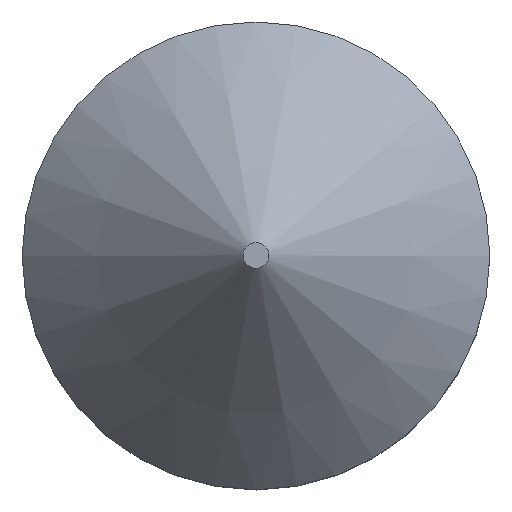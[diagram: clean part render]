
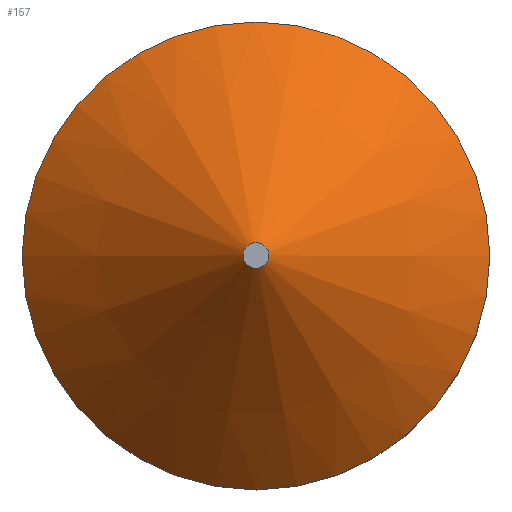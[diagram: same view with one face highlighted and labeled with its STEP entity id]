
A CAD part, top view. The second image highlights one B-rep face of the part: STEP entity #157.
In plain terms, the highlighted conical face has half-angle 45 degrees and reference radius 0.335 mm.
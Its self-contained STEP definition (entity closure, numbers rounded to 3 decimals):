
#15=CONICAL_SURFACE('',#195,0.335,0.785);
#29=LINE('',#296,#35);
#35=VECTOR('',#249,0.335);
#49=FACE_OUTER_BOUND('',#62,.T.);
#62=EDGE_LOOP('',(#138,#139,#140,#141));
#75=CIRCLE('',#192,0.635);
#77=CIRCLE('',#196,0.035);
#87=VERTEX_POINT('',#287);
#89=VERTEX_POINT('',#294);
#103=EDGE_CURVE('',#87,#87,#75,.T.);
#106=EDGE_CURVE('',#89,#89,#77,.T.);
#107=EDGE_CURVE('',#89,#87,#29,.T.);
#138=ORIENTED_EDGE('',*,*,#106,.T.);
#139=ORIENTED_EDGE('',*,*,#107,.T.);
#140=ORIENTED_EDGE('',*,*,#103,.T.);
#141=ORIENTED_EDGE('',*,*,#107,.F.);
#157=ADVANCED_FACE('',(#49),#15,.T.);
#192=AXIS2_PLACEMENT_3D('',#288,#238,#239);
#195=AXIS2_PLACEMENT_3D('',#293,#245,#246);
#196=AXIS2_PLACEMENT_3D('',#295,#247,#248);
#238=DIRECTION('center_axis',(0.,0.,1.));
#239=DIRECTION('ref_axis',(1.,0.,0.));
#245=DIRECTION('center_axis',(0.,0.,-1.));
#246=DIRECTION('ref_axis',(1.,0.,0.));
#247=DIRECTION('center_axis',(0.,0.,-1.));
#248=DIRECTION('ref_axis',(1.,0.,0.));
#249=DIRECTION('',(-0.707,0.,-0.707));
#287=CARTESIAN_POINT('',(-0.635,0.,15.761));
#288=CARTESIAN_POINT('Origin',(0.,0.,15.761));
#293=CARTESIAN_POINT('Origin',(0.,0.,16.061));
#294=CARTESIAN_POINT('',(-0.035,0.,16.361));
#295=CARTESIAN_POINT('Origin',(0.,0.,16.361));
#296=CARTESIAN_POINT('',(-0.335,0.,16.061));
